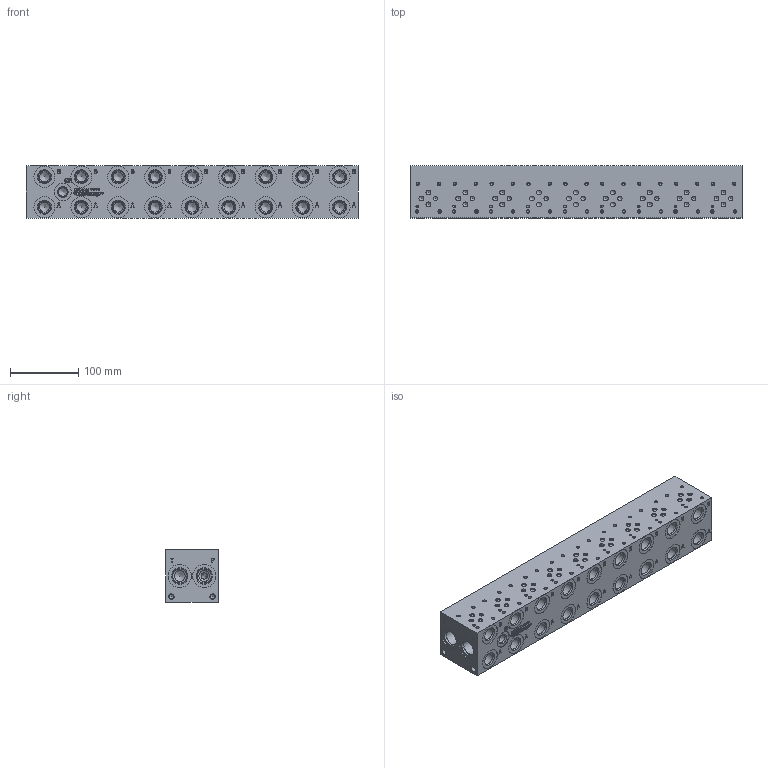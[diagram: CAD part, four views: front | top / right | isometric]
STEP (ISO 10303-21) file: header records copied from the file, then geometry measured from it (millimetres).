
FILE_DESCRIPTION(/* description */ (''),/* implementation_level */ '2;1');
FILE_NAME(/* name */ '_D03P092S_P_.stp',/* time_stamp */ '2021-06-23T13:19:52-04:00',/* author */ ('anthonyv'),/* organization */ (''),/* preprocessor_version */ 'ST-DEVELOPER v18.1',/* originating_system */ 'Autodesk Inventor 2021',/* authorisation */ '');
FILE_SCHEMA (('AUTOMOTIVE_DESIGN { 1 0 10303 214 3 1 1 }'));
Length unit declared in the file: millimetre
Products named in the file (1): Part_AD03P092S_3D
Bounding box: 485.77 x 76.2 x 76.2 mm (x, y, z)
Volume: 2639714 mm3; surface area: 206058.5 mm2
Topology: 1 solids, 1 shells, 1320 faces, 3607 edges, 2459 vertices
Faces by surface type: plane 620, bspline 277, cylinder 243, cone 180
Full cylindrical faces by diameter (mm): 3.785 x36, 3.962 x9, 4.826 x36, 6.35 x9, 6.528 x4, 7.137 x27, 7.925 x4, 12.294 x1, 12.9 x1, 14.275 x1, 14.3 x18, 14.529 x1, 15.875 x4, 17.501 x18, 19.05 x18, 19.253 x18, 20.447 x4, 22.225 x3, 22.23 x1, 22.555 x4, 23.901 x3, 25.019 x1, 30.632 x18, 34.138 x4
Entity records: 43908 total; most frequent: CARTESIAN_POINT 10880, ORIENTED_EDGE 6998, DIRECTION 5934, EDGE_CURVE 3499, VERTEX_POINT 2459, LINE 2044, VECTOR 2044, AXIS2_PLACEMENT_3D 1945
